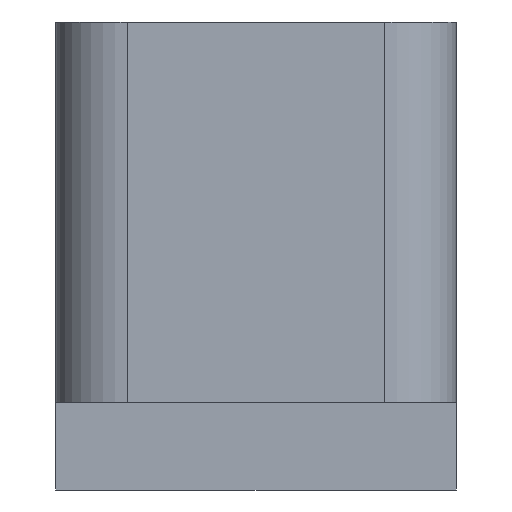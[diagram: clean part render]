
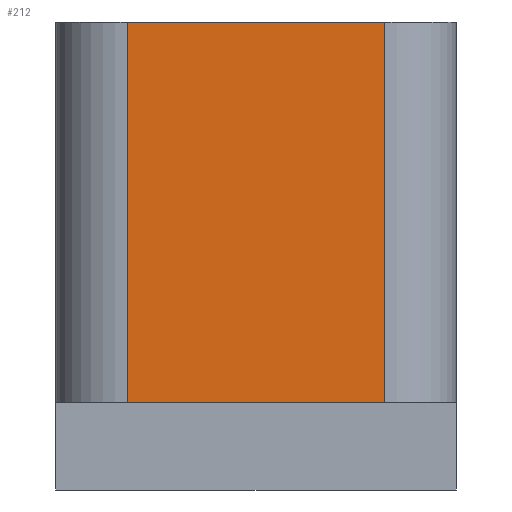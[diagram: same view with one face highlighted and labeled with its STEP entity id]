
A CAD part, front view. The second image highlights one B-rep face of the part: STEP entity #212.
In plain terms, the highlighted planar face has unit normal (0, -1, 0).
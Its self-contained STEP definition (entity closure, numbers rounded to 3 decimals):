
#32=FACE_OUTER_BOUND('',#44,.T.);
#44=EDGE_LOOP('',(#153,#154,#155,#156));
#58=LINE('',#331,#80);
#59=LINE('',#334,#81);
#60=LINE('',#336,#82);
#61=LINE('',#337,#83);
#80=VECTOR('',#270,10.);
#81=VECTOR('',#273,10.);
#82=VECTOR('',#274,10.);
#83=VECTOR('',#275,10.);
#103=VERTEX_POINT('',#326);
#104=VERTEX_POINT('',#329);
#105=VERTEX_POINT('',#333);
#106=VERTEX_POINT('',#335);
#123=EDGE_CURVE('',#103,#104,#58,.T.);
#124=EDGE_CURVE('',#103,#105,#59,.T.);
#125=EDGE_CURVE('',#106,#104,#60,.T.);
#126=EDGE_CURVE('',#105,#106,#61,.T.);
#153=ORIENTED_EDGE('',*,*,#124,.F.);
#154=ORIENTED_EDGE('',*,*,#123,.T.);
#155=ORIENTED_EDGE('',*,*,#125,.F.);
#156=ORIENTED_EDGE('',*,*,#126,.F.);
#201=PLANE('',#241);
#212=ADVANCED_FACE('',(#32),#201,.T.);
#241=AXIS2_PLACEMENT_3D('',#332,#271,#272);
#270=DIRECTION('',(0.,0.,1.));
#271=DIRECTION('center_axis',(0.,-1.,0.));
#272=DIRECTION('ref_axis',(1.,0.,0.));
#273=DIRECTION('',(-1.,0.,0.));
#274=DIRECTION('',(1.,0.,0.));
#275=DIRECTION('',(0.,0.,1.));
#326=CARTESIAN_POINT('',(2.875,-1.6,0.));
#329=CARTESIAN_POINT('',(2.875,-1.6,8.5));
#331=CARTESIAN_POINT('',(2.875,-1.6,0.));
#332=CARTESIAN_POINT('Origin',(-2.875,-1.6,0.));
#333=CARTESIAN_POINT('',(-2.875,-1.6,0.));
#334=CARTESIAN_POINT('',(-1.438,-1.6,0.));
#335=CARTESIAN_POINT('',(-2.875,-1.6,8.5));
#336=CARTESIAN_POINT('',(-4.475,-1.6,8.5));
#337=CARTESIAN_POINT('',(-2.875,-1.6,0.));
